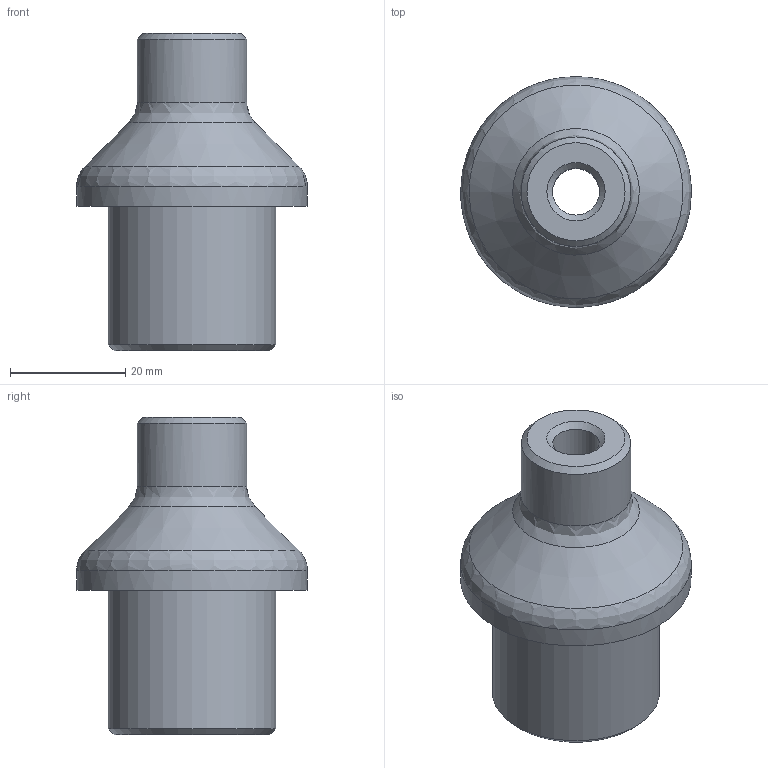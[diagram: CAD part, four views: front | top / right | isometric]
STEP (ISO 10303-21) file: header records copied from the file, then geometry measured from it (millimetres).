
FILE_DESCRIPTION(/* description */ ('STEP AP242','CAx-IF Rec.Pracs.---Representation and Presentation of Product Manufacturing Information (PMI)---4.0---2014-10-13','CAx-IF Rec.Pracs.---3D Tessellated Geometry---0.4---2014-09-14','2;1'),/* implementation_level */ '2;1');
FILE_NAME(/* name */ '68887e748569f31676e1d4f0',/* time_stamp */ '2025-07-29T07:55:33Z',/* author */ (''),/* organization */ (''),/* preprocessor_version */ 'ST-DEVELOPER v20',/* originating_system */ 'ONSHAPE BY PTC INC, 1.201',/* authorisation */ ' ');
FILE_SCHEMA (('AP242_MANAGED_MODEL_BASED_3D_ENGINEERING_MIM_LF { 1 0 10303 442 1 1 4 }'));
Length unit declared in the file: metre
Products named in the file (1): Top
Bounding box: 40 x 40 x 55 mm (x, y, z)
Volume: 28369.7 mm3; surface area: 8471.4 mm2
Topology: 1 solids, 1 shells, 15 faces, 28 edges, 17 vertices
Faces by surface type: cylinder 5, plane 4, cone 4, bspline 2
Full cylindrical faces by diameter (mm): 8.1 x1, 15.7 x1, 19 x1, 29 x1, 40 x1
Entity records: 933 total; most frequent: CARTESIAN_POINT 667, DIRECTION 50, ORIENTED_EDGE 30, EDGE_LOOP 30, FACE_BOUND 30, AXIS2_PLACEMENT_3D 25, EDGE_CURVE 15, VERTEX_POINT 15
